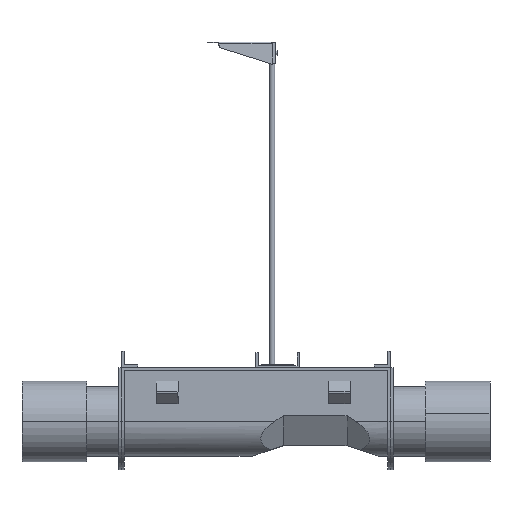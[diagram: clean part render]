
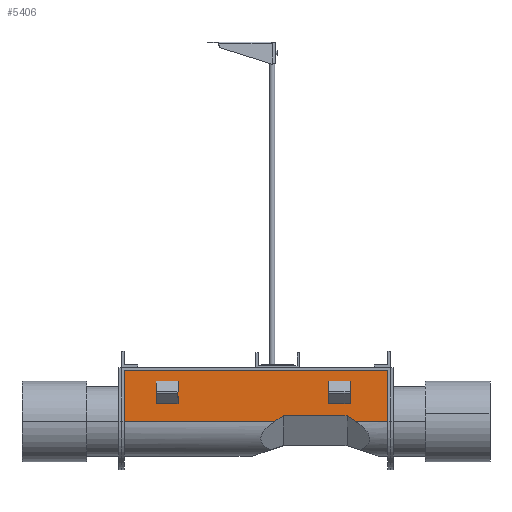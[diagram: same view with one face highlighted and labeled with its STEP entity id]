
A CAD part, top view. The second image highlights one B-rep face of the part: STEP entity #5406.
In plain terms, the highlighted planar face has unit normal (0, 0, 1).
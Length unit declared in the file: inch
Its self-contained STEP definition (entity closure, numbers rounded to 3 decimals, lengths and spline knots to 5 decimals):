
#181 = VERTEX_POINT ( 'NONE', #2635 ) ;
#336 = CARTESIAN_POINT ( 'NONE',  ( 11.49341, 9.50781, 3.25 ) ) ;
#1359 = PLANE ( 'NONE',  #6475 ) ;
#1469 = VERTEX_POINT ( 'NONE', #4153 ) ;
#1506 = EDGE_CURVE ( 'NONE', #4719, #5221, #5889, .T. ) ;
#1631 = LINE ( 'NONE', #2082, #3158 ) ;
#1647 = EDGE_CURVE ( 'NONE', #6424, #4400, #6048, .T. ) ;
#1694 = CARTESIAN_POINT ( 'NONE',  ( 12.5, 3.53109, 3.25 ) ) ;
#1756 = DIRECTION ( 'NONE',  ( 0., -1., 0. ) ) ;
#2082 = CARTESIAN_POINT ( 'NONE',  ( 12.5, 7.75, 3.25 ) ) ;
#2122 = CARTESIAN_POINT ( 'NONE',  ( 1.74508, 3., 3.25 ) ) ;
#2164 = VECTOR ( 'NONE', #3506, 39.37008 ) ;
#2272 = LINE ( 'NONE', #1694, #2632 ) ;
#2409 = LINE ( 'NONE', #6031, #3509 ) ;
#2423 = CARTESIAN_POINT ( 'NONE',  ( 12.25, 3., 3.25 ) ) ;
#2511 = EDGE_CURVE ( 'NONE', #3551, #5205, #5923, .T. ) ;
#2604 = DIRECTION ( 'NONE',  ( 0., 1., 0. ) ) ;
#2632 = VECTOR ( 'NONE', #5393, 39.37008 ) ;
#2635 = CARTESIAN_POINT ( 'NONE',  ( 2.54062, 3.53109, 3.25 ) ) ;
#2688 = ORIENTED_EDGE ( 'NONE', *, *, #5443, .F. ) ;
#2746 = CARTESIAN_POINT ( 'NONE',  ( 12.5, 3., 3.25 ) ) ;
#2924 = ORIENTED_EDGE ( 'NONE', *, *, #2511, .F. ) ;
#2974 = DIRECTION ( 'NONE',  ( -1., 0., 0. ) ) ;
#3087 = CARTESIAN_POINT ( 'NONE',  ( -12.25, 3., 3.25 ) ) ;
#3158 = VECTOR ( 'NONE', #3757, 39.37008 ) ;
#3218 = VECTOR ( 'NONE', #5427, 39.37008 ) ;
#3222 = VECTOR ( 'NONE', #1756, 39.37008 ) ;
#3506 = DIRECTION ( 'NONE',  ( -0.832, -0.555, 0. ) ) ;
#3509 = VECTOR ( 'NONE', #4503, 39.37008 ) ;
#3551 = VERTEX_POINT ( 'NONE', #4876 ) ;
#3615 = CARTESIAN_POINT ( 'NONE',  ( 12.5, 8., 3.25 ) ) ;
#3646 = ORIENTED_EDGE ( 'NONE', *, *, #1506, .F. ) ;
#3757 = DIRECTION ( 'NONE',  ( -1., 0., 0. ) ) ;
#4153 = CARTESIAN_POINT ( 'NONE',  ( -12.25, 7.75, 3.25 ) ) ;
#4346 = CARTESIAN_POINT ( 'NONE',  ( 9.1907, 3.04287, 3.25 ) ) ;
#4400 = VERTEX_POINT ( 'NONE', #2423 ) ;
#4408 = EDGE_CURVE ( 'NONE', #4400, #3551, #6050, .T. ) ;
#4503 = DIRECTION ( 'NONE',  ( 0., -1., 0. ) ) ;
#4588 = EDGE_CURVE ( 'NONE', #1469, #5221, #2409, .T. ) ;
#4719 = VERTEX_POINT ( 'NONE', #2122 ) ;
#4872 = VECTOR ( 'NONE', #6468, 39.37008 ) ;
#4876 = CARTESIAN_POINT ( 'NONE',  ( 9.25492, 3., 3.25 ) ) ;
#5162 = EDGE_CURVE ( 'NONE', #6424, #1469, #1631, .T. ) ;
#5205 = VERTEX_POINT ( 'NONE', #5302 ) ;
#5221 = VERTEX_POINT ( 'NONE', #3087 ) ;
#5302 = CARTESIAN_POINT ( 'NONE',  ( 8.45938, 3.53109, 3.25 ) ) ;
#5393 = DIRECTION ( 'NONE',  ( -1., 0., 0. ) ) ;
#5406 = ADVANCED_FACE ( 'NONE', ( #5611 ), #1359, .F. ) ;
#5427 = DIRECTION ( 'NONE',  ( -1., 0., 0. ) ) ;
#5443 = EDGE_CURVE ( 'NONE', #5205, #181, #2272, .T. ) ;
#5611 = FACE_OUTER_BOUND ( 'NONE', #6086, .T. ) ;
#5699 = CARTESIAN_POINT ( 'NONE',  ( 12.25, 8., 3.25 ) ) ;
#5715 = DIRECTION ( 'NONE',  ( 0., 0., -1. ) ) ;
#5766 = ORIENTED_EDGE ( 'NONE', *, *, #4408, .F. ) ;
#5779 = ORIENTED_EDGE ( 'NONE', *, *, #1647, .F. ) ;
#5889 = LINE ( 'NONE', #2746, #3218 ) ;
#5921 = VECTOR ( 'NONE', #2974, 39.37008 ) ;
#5923 = LINE ( 'NONE', #4346, #4872 ) ;
#6031 = CARTESIAN_POINT ( 'NONE',  ( -12.25, 8., 3.25 ) ) ;
#6048 = LINE ( 'NONE', #5699, #3222 ) ;
#6050 = LINE ( 'NONE', #6611, #5921 ) ;
#6085 = ORIENTED_EDGE ( 'NONE', *, *, #6501, .F. ) ;
#6086 = EDGE_LOOP ( 'NONE', ( #6085, #2688, #2924, #5766, #5779, #6169, #6496, #3646 ) ) ;
#6169 = ORIENTED_EDGE ( 'NONE', *, *, #5162, .T. ) ;
#6424 = VERTEX_POINT ( 'NONE', #6613 ) ;
#6468 = DIRECTION ( 'NONE',  ( -0.832, 0.555, 0. ) ) ;
#6475 = AXIS2_PLACEMENT_3D ( 'NONE', #3615, #5715, #2604 ) ;
#6496 = ORIENTED_EDGE ( 'NONE', *, *, #4588, .T. ) ;
#6501 = EDGE_CURVE ( 'NONE', #181, #4719, #6648, .T. ) ;
#6611 = CARTESIAN_POINT ( 'NONE',  ( 12.5, 3., 3.25 ) ) ;
#6613 = CARTESIAN_POINT ( 'NONE',  ( 12.25, 7.75, 3.25 ) ) ;
#6648 = LINE ( 'NONE', #336, #2164 ) ;
